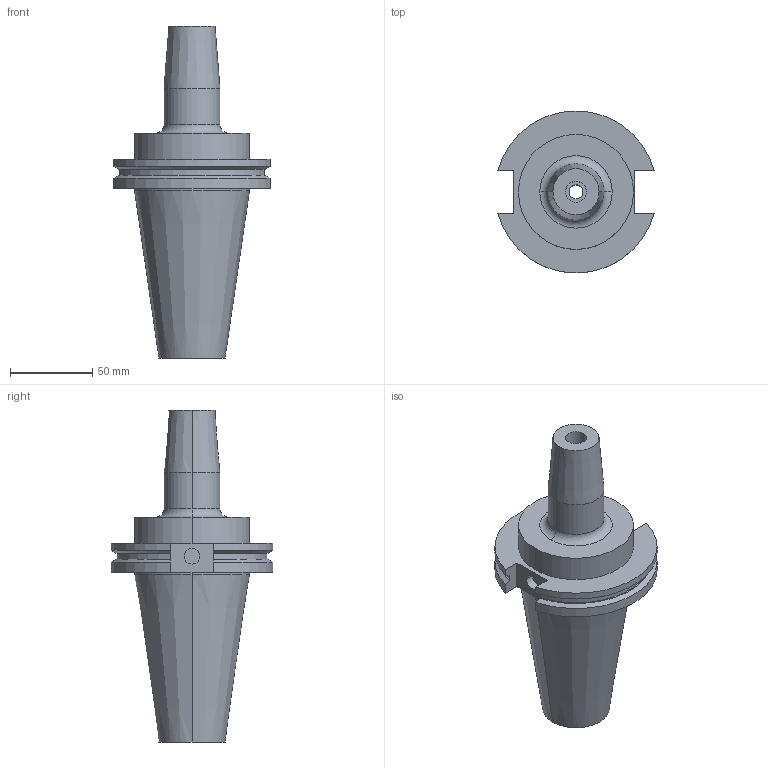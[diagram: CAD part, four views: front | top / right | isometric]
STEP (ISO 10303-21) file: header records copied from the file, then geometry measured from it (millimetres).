
FILE_DESCRIPTION (( 'STEP AP203' ), '1' );
FILE_NAME ('STP-47.651.58.394.STEP', '2019-07-30T08:08:44', ( '' ), ( '' ), 'SwSTEP 2.0', 'SolidWorks 2017', '' );
FILE_SCHEMA (( 'CONFIG_CONTROL_DESIGN' ));
Length unit declared in the file: millimetre
Products named in the file (1): STP-47.651.58.394
Bounding box: 94.95 x 98.05 x 201.6 mm (x, y, z)
Volume: 441871 mm3; surface area: 55699.4 mm2
Topology: 1 solids, 1 shells, 61 faces, 140 edges, 88 vertices
Faces by surface type: cylinder 26, plane 19, cone 14, torus 2
Entity records: 1821 total; most frequent: DIRECTION 322, CARTESIAN_POINT 314, ORIENTED_EDGE 280, EDGE_CURVE 140, AXIS2_PLACEMENT_3D 128, VERTEX_POINT 88, EDGE_LOOP 70, VECTOR 66
